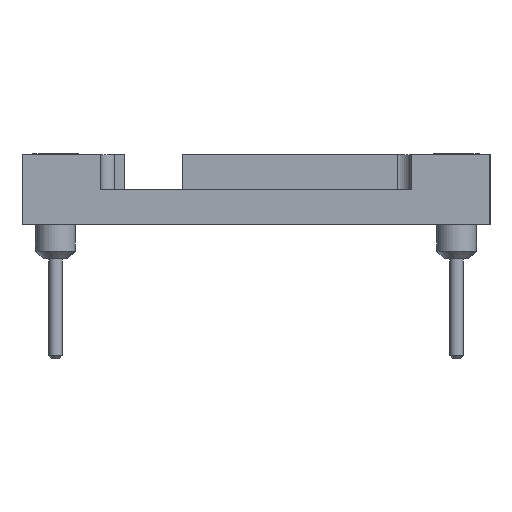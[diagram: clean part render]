
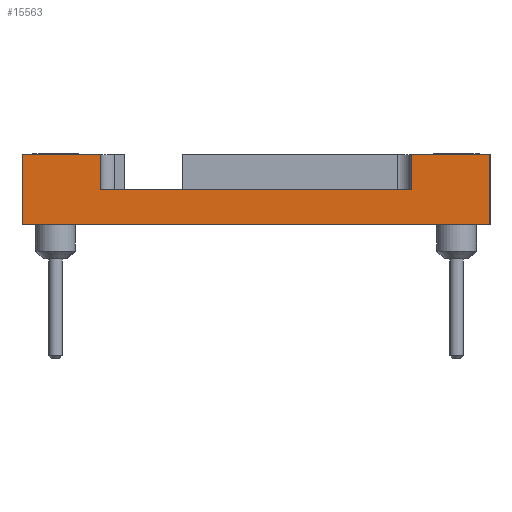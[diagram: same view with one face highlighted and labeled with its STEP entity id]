
A CAD part, front view. The second image highlights one B-rep face of the part: STEP entity #15563.
In plain terms, the highlighted planar face has unit normal (0, -1, 0).
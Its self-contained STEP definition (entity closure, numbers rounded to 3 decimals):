
#37 = DIRECTION ( 'NONE',  ( 1., 0., 0. ) ) ;
#133 = CARTESIAN_POINT ( 'NONE',  ( -1.27, -49.53, 1.3 ) ) ;
#195 = DIRECTION ( 'NONE',  ( 0., 0., 1. ) ) ;
#413 = DIRECTION ( 'NONE',  ( 0., 1., 0. ) ) ;
#1187 = LINE ( 'NONE', #3082, #12592 ) ;
#1202 = LINE ( 'NONE', #13106, #17597 ) ;
#1286 = VECTOR ( 'NONE', #37, 1000. ) ;
#1449 = LINE ( 'NONE', #133, #2185 ) ;
#1594 = EDGE_CURVE ( 'NONE', #14245, #10147, #1187, .T. ) ;
#2044 = LINE ( 'NONE', #12436, #5277 ) ;
#2185 = VECTOR ( 'NONE', #195, 1000. ) ;
#2857 = EDGE_CURVE ( 'NONE', #14507, #12911, #9830, .T. ) ;
#3082 = CARTESIAN_POINT ( 'NONE',  ( -1.27, -49.53, 3.967 ) ) ;
#3564 = VECTOR ( 'NONE', #17554, 1000. ) ;
#3875 = ORIENTED_EDGE ( 'NONE', *, *, #20107, .F. ) ;
#3911 = FACE_OUTER_BOUND ( 'NONE', #10763, .T. ) ;
#4119 = VERTEX_POINT ( 'NONE', #18062 ) ;
#4395 = CARTESIAN_POINT ( 'NONE',  ( 1.73, -49.53, 3.967 ) ) ;
#4518 = EDGE_CURVE ( 'NONE', #7490, #14507, #4582, .T. ) ;
#4582 = LINE ( 'NONE', #4699, #3564 ) ;
#4699 = CARTESIAN_POINT ( 'NONE',  ( 16.51, -49.53, 1.3 ) ) ;
#4853 = ORIENTED_EDGE ( 'NONE', *, *, #2857, .F. ) ;
#5269 = CARTESIAN_POINT ( 'NONE',  ( -1.27, -49.53, 1.3 ) ) ;
#5277 = VECTOR ( 'NONE', #7442, 1000. ) ;
#5761 = EDGE_CURVE ( 'NONE', #10147, #13002, #2044, .T. ) ;
#6383 = CARTESIAN_POINT ( 'NONE',  ( 1.73, -49.53, 2.634 ) ) ;
#6394 = LINE ( 'NONE', #17430, #8650 ) ;
#7442 = DIRECTION ( 'NONE',  ( 0., 0., -1. ) ) ;
#7490 = VERTEX_POINT ( 'NONE', #14991 ) ;
#7559 = ORIENTED_EDGE ( 'NONE', *, *, #4518, .F. ) ;
#7567 = VECTOR ( 'NONE', #15947, 1000. ) ;
#8650 = VECTOR ( 'NONE', #12615, 1000. ) ;
#8800 = VERTEX_POINT ( 'NONE', #8826 ) ;
#8826 = CARTESIAN_POINT ( 'NONE',  ( 13.51, -49.53, 2.634 ) ) ;
#9032 = ORIENTED_EDGE ( 'NONE', *, *, #20249, .F. ) ;
#9415 = CARTESIAN_POINT ( 'NONE',  ( -1.27, -49.53, 3.967 ) ) ;
#9830 = LINE ( 'NONE', #17699, #7567 ) ;
#10147 = VERTEX_POINT ( 'NONE', #4395 ) ;
#10763 = EDGE_LOOP ( 'NONE', ( #9032, #3875, #19120, #15411, #16166, #11042, #4853, #7559 ) ) ;
#11042 = ORIENTED_EDGE ( 'NONE', *, *, #15420, .F. ) ;
#11418 = PLANE ( 'NONE',  #20484 ) ;
#12436 = CARTESIAN_POINT ( 'NONE',  ( 1.73, -49.53, 1.3 ) ) ;
#12592 = VECTOR ( 'NONE', #18993, 1000. ) ;
#12615 = DIRECTION ( 'NONE',  ( 0., 0., 1. ) ) ;
#12832 = DIRECTION ( 'NONE',  ( 1., 0., 0. ) ) ;
#12911 = VERTEX_POINT ( 'NONE', #18709 ) ;
#13002 = VERTEX_POINT ( 'NONE', #6383 ) ;
#13106 = CARTESIAN_POINT ( 'NONE',  ( -1.27, -49.53, 3.967 ) ) ;
#13141 = CARTESIAN_POINT ( 'NONE',  ( 16.51, -49.53, 1.3 ) ) ;
#13161 = DIRECTION ( 'NONE',  ( -1., 0., 0. ) ) ;
#14245 = VERTEX_POINT ( 'NONE', #9415 ) ;
#14507 = VERTEX_POINT ( 'NONE', #13141 ) ;
#14991 = CARTESIAN_POINT ( 'NONE',  ( 16.51, -49.53, 3.967 ) ) ;
#15411 = ORIENTED_EDGE ( 'NONE', *, *, #5761, .F. ) ;
#15420 = EDGE_CURVE ( 'NONE', #12911, #14245, #1449, .T. ) ;
#15563 = ADVANCED_FACE ( 'NONE', ( #3911 ), #11418, .F. ) ;
#15947 = DIRECTION ( 'NONE',  ( -1., 0., 0. ) ) ;
#16166 = ORIENTED_EDGE ( 'NONE', *, *, #1594, .F. ) ;
#17430 = CARTESIAN_POINT ( 'NONE',  ( 13.51, -49.53, 1.3 ) ) ;
#17554 = DIRECTION ( 'NONE',  ( 0., 0., -1. ) ) ;
#17597 = VECTOR ( 'NONE', #12832, 1000. ) ;
#17699 = CARTESIAN_POINT ( 'NONE',  ( -1.27, -49.53, 1.3 ) ) ;
#18062 = CARTESIAN_POINT ( 'NONE',  ( 13.51, -49.53, 3.967 ) ) ;
#18196 = EDGE_CURVE ( 'NONE', #13002, #8800, #18907, .T. ) ;
#18709 = CARTESIAN_POINT ( 'NONE',  ( -1.27, -49.53, 1.3 ) ) ;
#18907 = LINE ( 'NONE', #20087, #1286 ) ;
#18993 = DIRECTION ( 'NONE',  ( 1., 0., 0. ) ) ;
#19120 = ORIENTED_EDGE ( 'NONE', *, *, #18196, .F. ) ;
#20087 = CARTESIAN_POINT ( 'NONE',  ( -1.27, -49.53, 2.634 ) ) ;
#20107 = EDGE_CURVE ( 'NONE', #8800, #4119, #6394, .T. ) ;
#20249 = EDGE_CURVE ( 'NONE', #4119, #7490, #1202, .T. ) ;
#20484 = AXIS2_PLACEMENT_3D ( 'NONE', #5269, #413, #13161 ) ;
